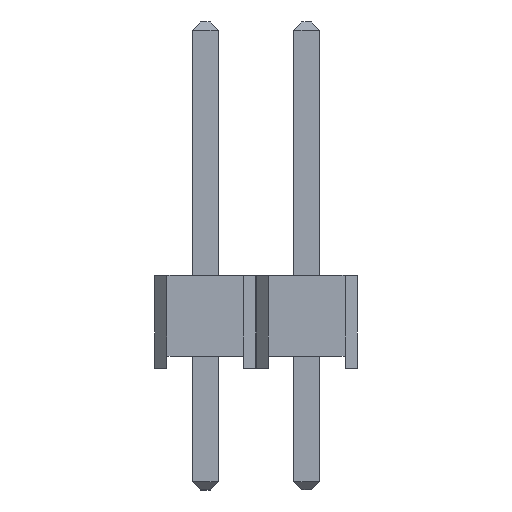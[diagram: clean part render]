
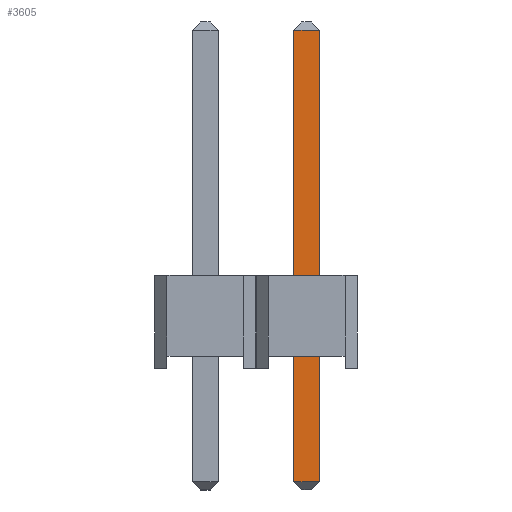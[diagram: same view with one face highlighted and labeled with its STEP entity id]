
A CAD part, left-side view. The second image highlights one B-rep face of the part: STEP entity #3605.
In plain terms, the highlighted planar face has unit normal (-1, 0, 0).
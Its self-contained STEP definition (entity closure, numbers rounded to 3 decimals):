
#91=FACE_OUTER_BOUND('',#315,.T.);
#315=EDGE_LOOP('',(#2427,#2428,#2429,#2430));
#565=LINE('',#5112,#1069);
#576=LINE('',#5134,#1080);
#577=LINE('',#5136,#1081);
#578=LINE('',#5137,#1082);
#1069=VECTOR('',#4143,1000.);
#1080=VECTOR('',#4162,1000.);
#1081=VECTOR('',#4163,1000.);
#1082=VECTOR('',#4164,1000.);
#1561=VERTEX_POINT('',#5109);
#1562=VERTEX_POINT('',#5111);
#1569=VERTEX_POINT('',#5133);
#1570=VERTEX_POINT('',#5135);
#1881=EDGE_CURVE('',#1561,#1562,#565,.T.);
#1892=EDGE_CURVE('',#1561,#1569,#576,.T.);
#1893=EDGE_CURVE('',#1569,#1570,#577,.T.);
#1894=EDGE_CURVE('',#1570,#1562,#578,.T.);
#2427=ORIENTED_EDGE('',*,*,#1881,.F.);
#2428=ORIENTED_EDGE('',*,*,#1892,.T.);
#2429=ORIENTED_EDGE('',*,*,#1893,.T.);
#2430=ORIENTED_EDGE('',*,*,#1894,.T.);
#3381=PLANE('',#3868);
#3605=ADVANCED_FACE('',(#91),#3381,.T.);
#3868=AXIS2_PLACEMENT_3D('',#5132,#4160,#4161);
#4143=DIRECTION('',(0.,0.,1.));
#4160=DIRECTION('center_axis',(-1.,0.,0.));
#4161=DIRECTION('ref_axis',(0.,0.,1.));
#4162=DIRECTION('',(0.,-1.,0.));
#4163=DIRECTION('',(0.,0.,1.));
#4164=DIRECTION('',(0.,1.,0.));
#5109=CARTESIAN_POINT('',(-0.32,0.32,-2.8));
#5111=CARTESIAN_POINT('',(-0.32,0.32,8.34));
#5112=CARTESIAN_POINT('',(-0.32,0.32,-3.));
#5132=CARTESIAN_POINT('Origin',(-0.32,-0.32,-3.));
#5133=CARTESIAN_POINT('',(-0.32,-0.32,-2.8));
#5134=CARTESIAN_POINT('',(-0.32,-0.32,-2.8));
#5135=CARTESIAN_POINT('',(-0.32,-0.32,8.34));
#5136=CARTESIAN_POINT('',(-0.32,-0.32,-3.));
#5137=CARTESIAN_POINT('',(-0.32,-0.32,8.34));
